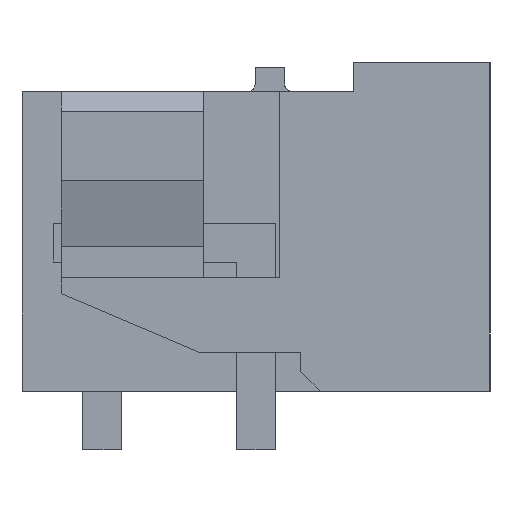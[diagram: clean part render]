
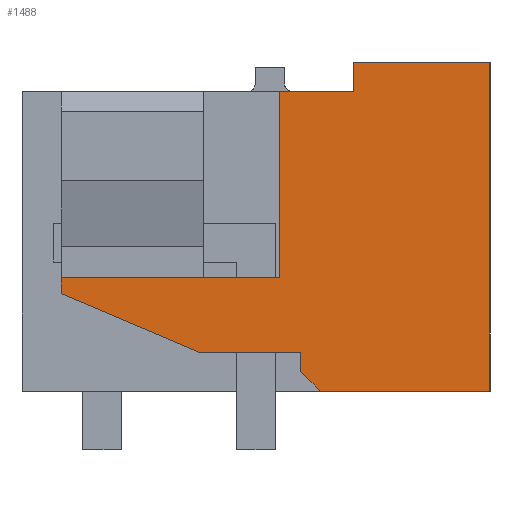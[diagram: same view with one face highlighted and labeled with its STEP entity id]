
A CAD part, left-side view. The second image highlights one B-rep face of the part: STEP entity #1488.
In plain terms, the highlighted planar face has unit normal (-1, 0, 0).
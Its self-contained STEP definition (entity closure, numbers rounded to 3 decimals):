
#1448=AXIS2_PLACEMENT_3D('Plane Axis2P3D',#1445,#1446,#1447) ;
#254=CARTESIAN_POINT('Vertex',(0.,0.,1.5)) ;
#259=CARTESIAN_POINT('Line Origine',(0.,2.177,1.5)) ;
#263=CARTESIAN_POINT('Vertex',(0.,4.354,1.5)) ;
#408=CARTESIAN_POINT('Vertex',(0.,5.4,9.18)) ;
#411=CARTESIAN_POINT('Line Origine',(0.,4.45,9.18)) ;
#415=CARTESIAN_POINT('Vertex',(0.,3.5,9.18)) ;
#834=CARTESIAN_POINT('Line Origine',(0.,11.,4.205)) ;
#838=CARTESIAN_POINT('Vertex',(0.,11.,4.41)) ;
#840=CARTESIAN_POINT('Vertex',(0.,11.,4.001)) ;
#942=CARTESIAN_POINT('Vertex',(0.,7.465,2.503)) ;
#945=CARTESIAN_POINT('Line Origine',(0.,9.232,3.252)) ;
#966=CARTESIAN_POINT('Vertex',(0.,4.854,2.503)) ;
#969=CARTESIAN_POINT('Line Origine',(0.,6.159,2.503)) ;
#1024=CARTESIAN_POINT('Vertex',(0.,4.854,2.)) ;
#1027=CARTESIAN_POINT('Line Origine',(0.,4.854,2.251)) ;
#1044=CARTESIAN_POINT('Line Origine',(0.,4.604,1.75)) ;
#1067=CARTESIAN_POINT('Vertex',(0.,0.,9.93)) ;
#1070=CARTESIAN_POINT('Line Origine',(0.,0.,5.715)) ;
#1445=CARTESIAN_POINT('Axis2P3D Location',(0.,12.,0.)) ;
#1450=CARTESIAN_POINT('Line Origine',(0.,1.75,9.93)) ;
#1454=CARTESIAN_POINT('Vertex',(0.,3.5,9.93)) ;
#1457=CARTESIAN_POINT('Line Origine',(0.,3.5,9.555)) ;
#1462=CARTESIAN_POINT('Line Origine',(0.,5.4,6.795)) ;
#1466=CARTESIAN_POINT('Vertex',(0.,5.4,4.41)) ;
#1469=CARTESIAN_POINT('Line Origine',(0.,8.2,4.41)) ;
#260=DIRECTION('Vector Direction',(0.,1.,0.)) ;
#412=DIRECTION('Vector Direction',(0.,1.,0.)) ;
#835=DIRECTION('Vector Direction',(0.,0.,1.)) ;
#946=DIRECTION('Vector Direction',(0.,0.921,0.39)) ;
#970=DIRECTION('Vector Direction',(0.,-1.,0.)) ;
#1028=DIRECTION('Vector Direction',(0.,0.,-1.)) ;
#1045=DIRECTION('Vector Direction',(0.,0.707,0.707)) ;
#1071=DIRECTION('Vector Direction',(0.,0.,-1.)) ;
#1446=DIRECTION('Axis2P3D Direction',(-1.,0.,0.)) ;
#1447=DIRECTION('Axis2P3D XDirection',(0.,-1.,0.)) ;
#1451=DIRECTION('Vector Direction',(0.,1.,0.)) ;
#1458=DIRECTION('Vector Direction',(0.,0.,1.)) ;
#1463=DIRECTION('Vector Direction',(0.,0.,-1.)) ;
#1470=DIRECTION('Vector Direction',(0.,1.,0.)) ;
#261=VECTOR('Line Direction',#260,1.) ;
#413=VECTOR('Line Direction',#412,1.) ;
#836=VECTOR('Line Direction',#835,1.) ;
#947=VECTOR('Line Direction',#946,1.) ;
#971=VECTOR('Line Direction',#970,1.) ;
#1029=VECTOR('Line Direction',#1028,1.) ;
#1046=VECTOR('Line Direction',#1045,1.) ;
#1072=VECTOR('Line Direction',#1071,1.) ;
#1452=VECTOR('Line Direction',#1451,1.) ;
#1459=VECTOR('Line Direction',#1458,1.) ;
#1464=VECTOR('Line Direction',#1463,1.) ;
#1471=VECTOR('Line Direction',#1470,1.) ;
#1475=ORIENTED_EDGE('',*,*,#1456,.T.) ;
#1476=ORIENTED_EDGE('',*,*,#1461,.T.) ;
#1477=ORIENTED_EDGE('',*,*,#417,.T.) ;
#1478=ORIENTED_EDGE('',*,*,#1468,.T.) ;
#1479=ORIENTED_EDGE('',*,*,#1473,.T.) ;
#1480=ORIENTED_EDGE('',*,*,#842,.T.) ;
#1481=ORIENTED_EDGE('',*,*,#949,.T.) ;
#1482=ORIENTED_EDGE('',*,*,#973,.T.) ;
#1483=ORIENTED_EDGE('',*,*,#1031,.T.) ;
#1484=ORIENTED_EDGE('',*,*,#1048,.T.) ;
#1485=ORIENTED_EDGE('',*,*,#265,.T.) ;
#1486=ORIENTED_EDGE('',*,*,#1074,.T.) ;
#1488=ADVANCED_FACE('HOUSING',(#1487),#1449,.T.) ;
#265=EDGE_CURVE('',#264,#255,#262,.F.) ;
#417=EDGE_CURVE('',#416,#409,#414,.T.) ;
#842=EDGE_CURVE('',#839,#841,#837,.F.) ;
#949=EDGE_CURVE('',#841,#943,#948,.F.) ;
#973=EDGE_CURVE('',#943,#967,#972,.T.) ;
#1031=EDGE_CURVE('',#967,#1025,#1030,.T.) ;
#1048=EDGE_CURVE('',#1025,#264,#1047,.F.) ;
#1074=EDGE_CURVE('',#255,#1068,#1073,.F.) ;
#1456=EDGE_CURVE('',#1068,#1455,#1453,.T.) ;
#1461=EDGE_CURVE('',#1455,#416,#1460,.F.) ;
#1468=EDGE_CURVE('',#409,#1467,#1465,.T.) ;
#1473=EDGE_CURVE('',#1467,#839,#1472,.T.) ;
#1474=EDGE_LOOP('',(#1475,#1476,#1477,#1478,#1479,#1480,#1481,#1482,#1483,#1484,#1485,#1486)) ;
#1487=FACE_OUTER_BOUND('',#1474,.T.) ;
#262=LINE('Line',#259,#261) ;
#414=LINE('Line',#411,#413) ;
#837=LINE('Line',#834,#836) ;
#948=LINE('Line',#945,#947) ;
#972=LINE('Line',#969,#971) ;
#1030=LINE('Line',#1027,#1029) ;
#1047=LINE('Line',#1044,#1046) ;
#1073=LINE('Line',#1070,#1072) ;
#1453=LINE('Line',#1450,#1452) ;
#1460=LINE('Line',#1457,#1459) ;
#1465=LINE('Line',#1462,#1464) ;
#1472=LINE('Line',#1469,#1471) ;
#1449=PLANE('',#1448) ;
#255=VERTEX_POINT('',#254) ;
#264=VERTEX_POINT('',#263) ;
#409=VERTEX_POINT('',#408) ;
#416=VERTEX_POINT('',#415) ;
#839=VERTEX_POINT('',#838) ;
#841=VERTEX_POINT('',#840) ;
#943=VERTEX_POINT('',#942) ;
#967=VERTEX_POINT('',#966) ;
#1025=VERTEX_POINT('',#1024) ;
#1068=VERTEX_POINT('',#1067) ;
#1455=VERTEX_POINT('',#1454) ;
#1467=VERTEX_POINT('',#1466) ;
